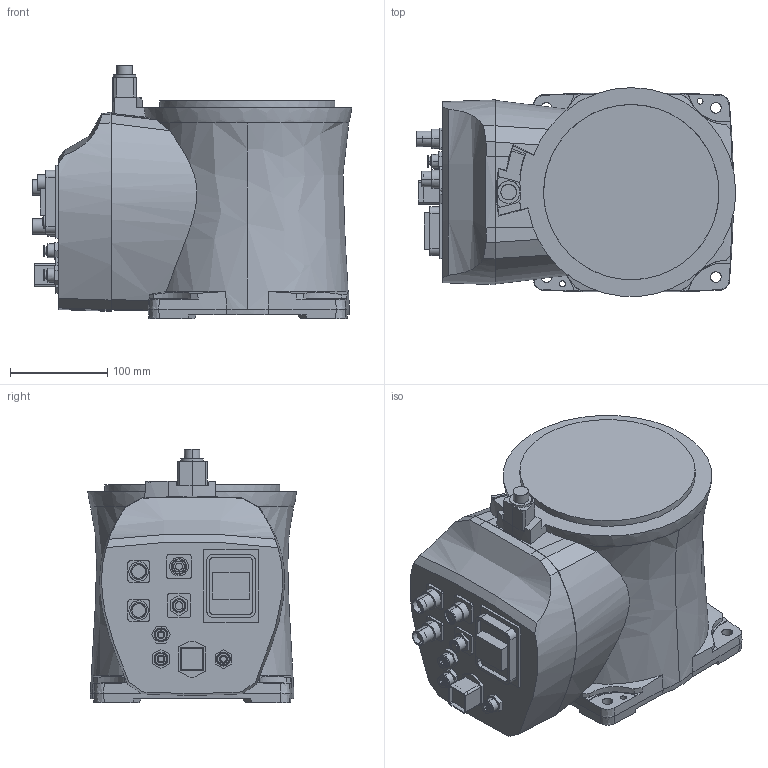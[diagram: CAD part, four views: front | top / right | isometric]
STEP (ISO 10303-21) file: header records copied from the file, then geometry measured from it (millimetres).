
FILE_DESCRIPTION (( 'STEP AP214' ), '1' );
FILE_NAME ('KR6_KR10_R900_sixx_CR-Base.STEP', '2017-08-22T10:12:40', ( '' ), ( '' ), 'SwSTEP 2.0', 'SolidWorks 2016', '' );
FILE_SCHEMA (( 'AUTOMOTIVE_DESIGN' ));
Length unit declared in the file: millimetre
Products named in the file (1): KR6_KR10_R900_sixx_CR-Base
Bounding box: 328.38 x 214.44 x 260.8 mm (x, y, z)
Volume: 10507583.2 mm3; surface area: 322274.6 mm2
Topology: 1 solids, 1 shells, 371 faces, 940 edges, 619 vertices
Faces by surface type: plane 176, cylinder 123, bspline 39, cone 31, torus 2
Entity records: 20309 total; most frequent: CARTESIAN_POINT 12384, ORIENTED_EDGE 1880, DIRECTION 1140, EDGE_CURVE 940, VERTEX_POINT 619, B_SPLINE_CURVE_WITH_KNOTS 494, EDGE_LOOP 431, LINE 418
